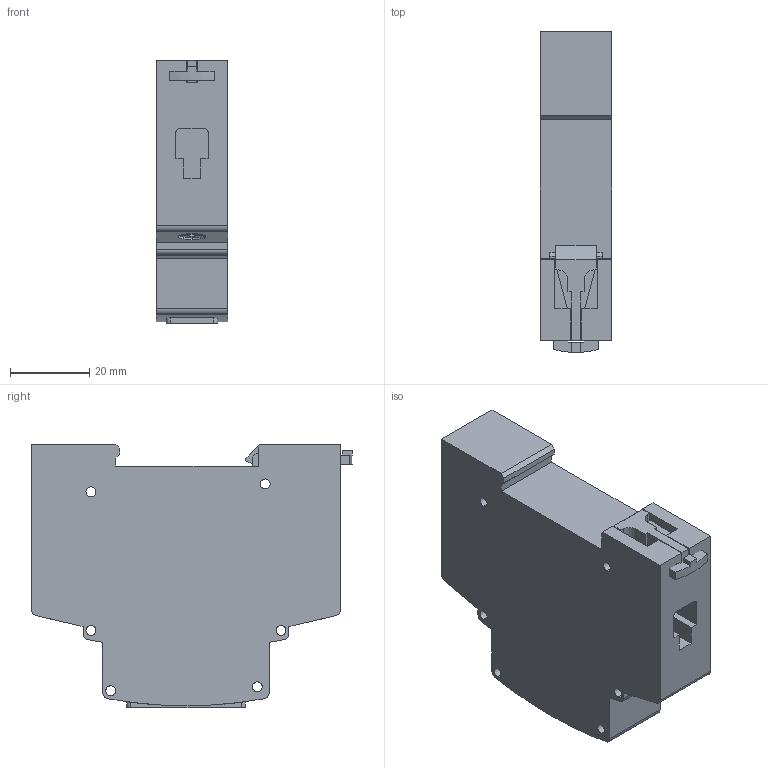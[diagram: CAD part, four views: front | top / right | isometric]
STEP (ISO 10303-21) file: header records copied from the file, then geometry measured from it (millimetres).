
FILE_DESCRIPTION (( 'STEP AP203' ), '1' );
FILE_NAME ('Ðîçåòêà ÐÄ-47 EKF PROxima.STEP', '2016-11-11T13:13:12', ( '' ), ( '' ), 'SwSTEP 2.0', 'SolidWorks 2014', '' );
FILE_SCHEMA (( 'CONFIG_CONTROL_DESIGN' ));
Length unit declared in the file: millimetre
Products named in the file (5): 櫻蠉錪1; øëÿïêà âèíòà(00); Ðîçåòêà ÐÄ-47 EKF PROxima; Ðîçåòêà ÐÄ-47 EKF PROxima(1); 櫻蠉錪2
Assembly tree (5 placements, depth 2):
  Ðîçåòêà ÐÄ-47 EKF PROxima
    Ðîçåòêà ÐÄ-47 EKF PROxima(1)
    櫻蠉錪2
    櫻蠉錪1
    øëÿïêà âèíòà(00)  x2
Bounding box: 18 x 81.04 x 66.5 mm (x, y, z)
Volume: 73132.3 mm3; surface area: 17359.8 mm2
Topology: 5 solids, 5 shells, 211 faces, 582 edges, 388 vertices
Faces by surface type: plane 156, cylinder 55
Entity records: 6811 total; most frequent: CARTESIAN_POINT 1135, ORIENTED_EDGE 1080, DIRECTION 1056, EDGE_CURVE 540, LINE 422, VECTOR 422, VERTEX_POINT 360, AXIS2_PLACEMENT_3D 317
